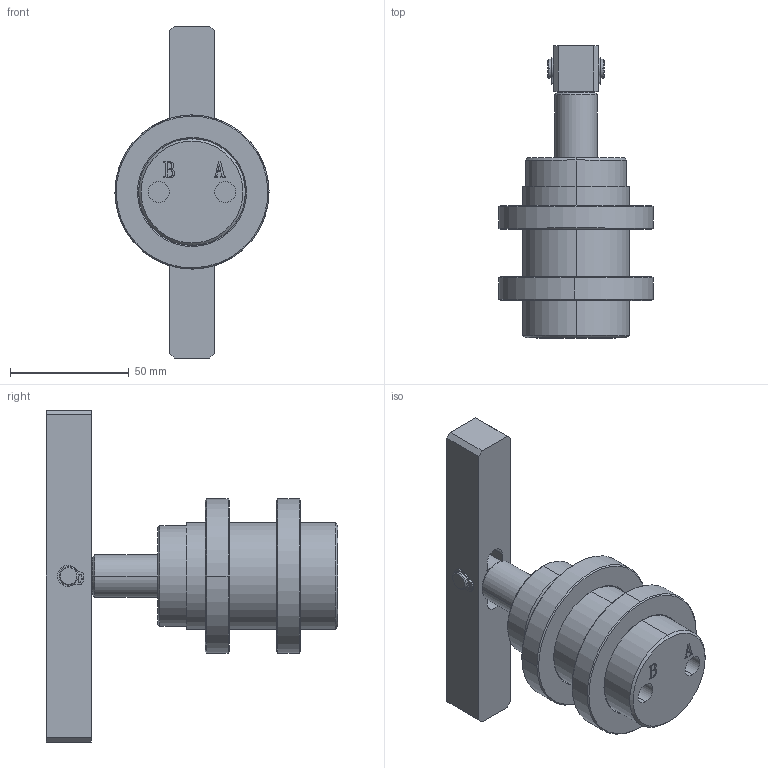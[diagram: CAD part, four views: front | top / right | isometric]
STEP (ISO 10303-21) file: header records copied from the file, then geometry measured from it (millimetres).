
FILE_DESCRIPTION (( 'STEP AP203' ), '1' );
FILE_NAME ('HSL-TB25D.STEP', '2019-10-06T06:35:29', ( '微软用户' ), ( '微软中国' ), 'SwSTEP 2.0', 'SolidWorks 2012', '' );
FILE_SCHEMA (( 'CONFIG_CONTROL_DESIGN' ));
Length unit declared in the file: millimetre
Products named in the file (7): HSL-TB25D; 蹟譫; external circlip_bsi_BS 3673-4 - S007M; HSL-TB25蛌褒詰揤旋杻秶; HSL-25蛌褒詰嶺裝; HSL-TB25蛌褒詰隅弇种; HSL-TB25S掛极
Assembly tree (8 placements, depth 2):
  HSL-TB25D
    HSL-TB25S掛极
    HSL-TB25蛌褒詰隅弇种
    HSL-25蛌褒詰嶺裝
    HSL-TB25蛌褒詰揤旋杻秶
    external circlip_bsi_BS 3673-4 - S007M  x2
    蹟譫  x2
Bounding box: 65 x 123 x 140 mm (x, y, z)
Volume: 194969.6 mm3; surface area: 51317.9 mm2
Topology: 8 solids, 8 shells, 219 faces, 530 edges, 342 vertices
Faces by surface type: plane 97, cylinder 74, cone 28, bspline 16, torus 4
Entity records: 6720 total; most frequent: CARTESIAN_POINT 1744, DIRECTION 877, ORIENTED_EDGE 854, EDGE_CURVE 427, AXIS2_PLACEMENT_3D 313, VERTEX_POINT 276, LINE 251, VECTOR 251
